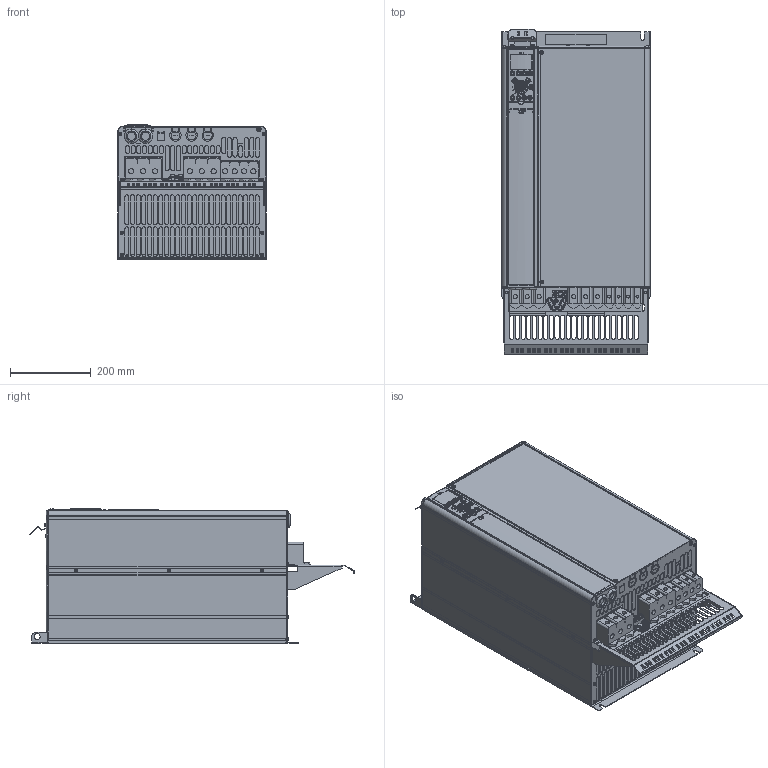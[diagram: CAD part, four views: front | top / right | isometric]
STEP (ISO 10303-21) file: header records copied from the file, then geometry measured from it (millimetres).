
FILE_DESCRIPTION((''),'2;1');
FILE_NAME('DANFOSS-FC100-C4-IP20-OPT-130','2019-09-10T',('U322080'),(''),'CREO PARAMETRIC BY PTC INC, 2018070','CREO PARAMETRIC BY PTC INC, 2018070','');
FILE_SCHEMA(('CONFIG_CONTROL_DESIGN'));
Products named in the file (1): DANFOSS-FC100-C4-IP20-OPT-130
Bounding box: 370.9 x 805 x 334 mm (x, y, z)
Volume: 69642255.8 mm3; surface area: 1823951.9 mm2
Topology: 1 solids, 30 shells, 5103 faces, 14166 edges, 9158 vertices
Faces by surface type: plane 2507, cylinder 1634, bspline 569, cone 148, torus 131, sphere 82, extrusion 32
Entity records: 217617 total; most frequent: CARTESIAN_POINT 74454, ORIENTED_EDGE 28102, DIRECTION 22648, EDGE_CURVE 14051, VERTEX_POINT 9158, VECTOR 7942, LINE 7910, AXIS2_PLACEMENT_3D 7353
